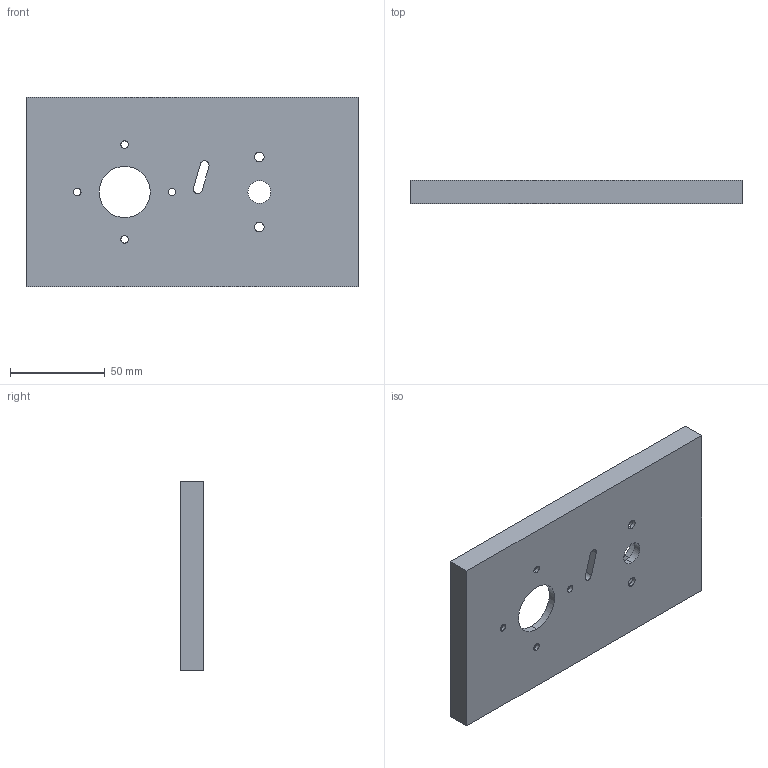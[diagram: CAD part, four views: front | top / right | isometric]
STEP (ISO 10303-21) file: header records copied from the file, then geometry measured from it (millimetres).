
FILE_DESCRIPTION (( 'STEP AP214' ), '1' );
FILE_NAME ('motorplate.STEP', '2024-05-20T20:34:48', ( '' ), ( '' ), 'SwSTEP 2.0', 'SolidWorks 2022', '' );
FILE_SCHEMA (( 'AUTOMOTIVE_DESIGN' ));
Length unit declared in the file: millimetre
Products named in the file (1): motorplate
Bounding box: 175 x 12.25 x 100 mm (x, y, z)
Volume: 164993.5 mm3; surface area: 43799.8 mm2
Topology: 1 solids, 1 shells, 59 faces, 156 edges, 104 vertices
Faces by surface type: cylinder 42, plane 17
Entity records: 1948 total; most frequent: DIRECTION 364, CARTESIAN_POINT 320, ORIENTED_EDGE 312, EDGE_CURVE 156, AXIS2_PLACEMENT_3D 148, VERTEX_POINT 104, CIRCLE 88, EDGE_LOOP 82
